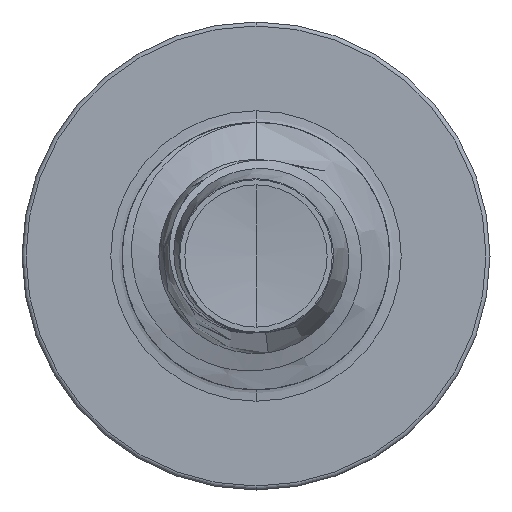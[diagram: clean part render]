
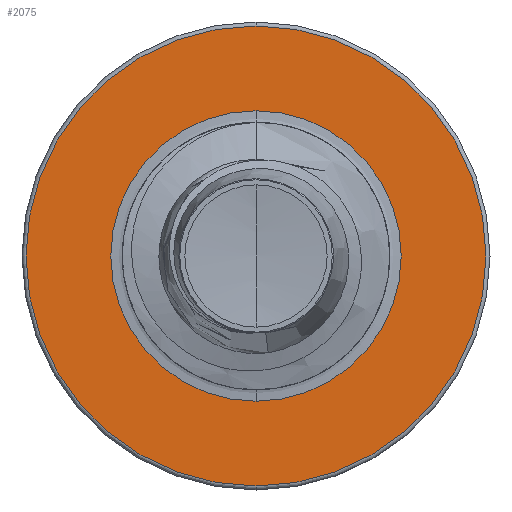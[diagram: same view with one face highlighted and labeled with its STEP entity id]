
A CAD part, front view. The second image highlights one B-rep face of the part: STEP entity #2075.
In plain terms, the highlighted planar face has unit normal (0, -1, 0).
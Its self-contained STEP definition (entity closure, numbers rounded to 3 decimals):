
#1638 = VERTEX_POINT ( 'NONE', #22614 ) ;
#1878 = CARTESIAN_POINT ( 'NONE',  ( 0., 11., 1.086 ) ) ;
#2061 = AXIS2_PLACEMENT_3D ( 'NONE', #20106, #8413, #21580 ) ;
#2075 = ADVANCED_FACE ( 'NONE', ( #21348, #21795 ), #24597, .F. ) ;
#2426 = ORIENTED_EDGE ( 'NONE', *, *, #22630, .F. ) ;
#3239 = DIRECTION ( 'NONE',  ( 0., 1., 0. ) ) ;
#3513 = EDGE_LOOP ( 'NONE', ( #8767, #2426 ) ) ;
#4028 = AXIS2_PLACEMENT_3D ( 'NONE', #20278, #20233, #20210 ) ;
#4403 = AXIS2_PLACEMENT_3D ( 'NONE', #11722, #11692, #11626 ) ;
#4464 = CIRCLE ( 'NONE', #4028, 1.086 ) ;
#6429 = CARTESIAN_POINT ( 'NONE',  ( 0., 11., 1.72 ) ) ;
#8413 = DIRECTION ( 'NONE',  ( 0., 1., 0. ) ) ;
#8767 = ORIENTED_EDGE ( 'NONE', *, *, #22570, .F. ) ;
#11626 = DIRECTION ( 'NONE',  ( 0., 0., 1. ) ) ;
#11692 = DIRECTION ( 'NONE',  ( 0., 1., 0. ) ) ;
#11722 = CARTESIAN_POINT ( 'NONE',  ( 0., 11., 0. ) ) ;
#13694 = CARTESIAN_POINT ( 'NONE',  ( 0., 11., -1.72 ) ) ;
#15898 = CIRCLE ( 'NONE', #21095, 1.72 ) ;
#16954 = CARTESIAN_POINT ( 'NONE',  ( 0., 11., 0. ) ) ;
#17798 = VERTEX_POINT ( 'NONE', #13694 ) ;
#18219 = CIRCLE ( 'NONE', #4403, 1.086 ) ;
#18764 = DIRECTION ( 'NONE',  ( 0., 0., 1. ) ) ;
#20045 = EDGE_LOOP ( 'NONE', ( #23652, #20253 ) ) ;
#20106 = CARTESIAN_POINT ( 'NONE',  ( 0., 11., 0. ) ) ;
#20210 = DIRECTION ( 'NONE',  ( 0., 0., 1. ) ) ;
#20233 = DIRECTION ( 'NONE',  ( 0., 1., 0. ) ) ;
#20248 = VERTEX_POINT ( 'NONE', #1878 ) ;
#20253 = ORIENTED_EDGE ( 'NONE', *, *, #21617, .T. ) ;
#20278 = CARTESIAN_POINT ( 'NONE',  ( 0., 11., 0. ) ) ;
#20893 = AXIS2_PLACEMENT_3D ( 'NONE', #24723, #24583, #24564 ) ;
#20985 = VERTEX_POINT ( 'NONE', #6429 ) ;
#21095 = AXIS2_PLACEMENT_3D ( 'NONE', #16954, #3239, #18764 ) ;
#21348 = FACE_OUTER_BOUND ( 'NONE', #3513, .T. ) ;
#21455 = EDGE_CURVE ( 'NONE', #20248, #1638, #18219, .T. ) ;
#21580 = DIRECTION ( 'NONE',  ( 0., 0., 1. ) ) ;
#21617 = EDGE_CURVE ( 'NONE', #1638, #20248, #4464, .T. ) ;
#21795 = FACE_BOUND ( 'NONE', #20045, .T. ) ;
#22570 = EDGE_CURVE ( 'NONE', #20985, #17798, #24529, .T. ) ;
#22614 = CARTESIAN_POINT ( 'NONE',  ( 0., 11., -1.086 ) ) ;
#22630 = EDGE_CURVE ( 'NONE', #17798, #20985, #15898, .T. ) ;
#23652 = ORIENTED_EDGE ( 'NONE', *, *, #21455, .T. ) ;
#24529 = CIRCLE ( 'NONE', #2061, 1.72 ) ;
#24564 = DIRECTION ( 'NONE',  ( 0., 0., 1. ) ) ;
#24583 = DIRECTION ( 'NONE',  ( 0., 1., 0. ) ) ;
#24597 = PLANE ( 'NONE',  #20893 ) ;
#24723 = CARTESIAN_POINT ( 'NONE',  ( 0., 11., -1.086 ) ) ;
